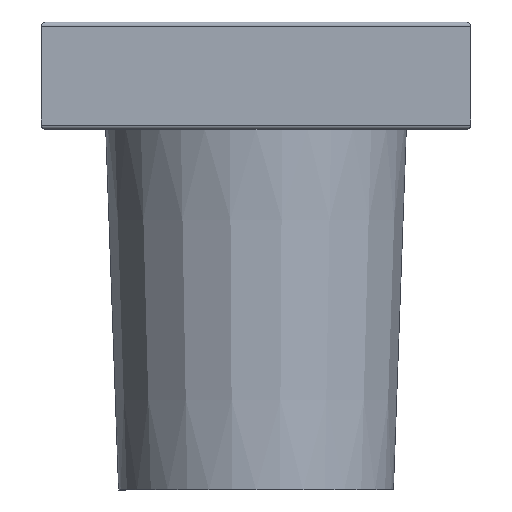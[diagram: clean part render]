
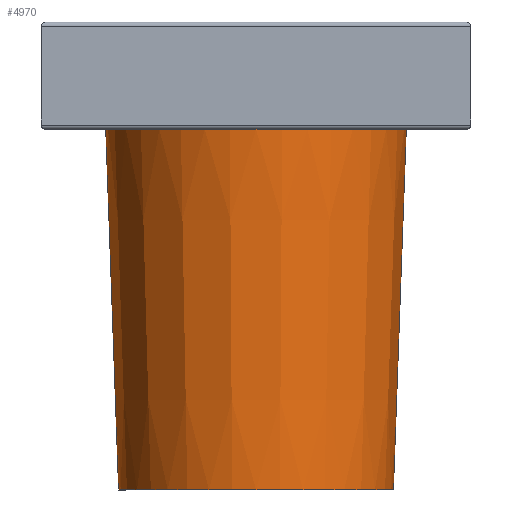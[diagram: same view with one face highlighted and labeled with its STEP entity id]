
A CAD part, left-side view. The second image highlights one B-rep face of the part: STEP entity #4970.
In plain terms, the highlighted conical face has half-angle 2.045 degrees and reference radius 35 mm.
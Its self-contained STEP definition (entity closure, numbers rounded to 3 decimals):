
#4692 = PLANE('',#4693);
#4693 = AXIS2_PLACEMENT_3D('',#4694,#4695,#4696);
#4694 = CARTESIAN_POINT('',(0.,0.,84.)
  );
#4695 = DIRECTION('',(0.,0.,1.));
#4696 = DIRECTION('',(1.,0.,0.));
#4942 = EDGE_CURVE('',#4943,#4943,#4945,.T.);
#4943 = VERTEX_POINT('',#4944);
#4944 = CARTESIAN_POINT('',(0.,-35.,84.));
#4945 = SURFACE_CURVE('',#4946,(#4951,#4958),.PCURVE_S1.);
#4946 = CIRCLE('',#4947,35.);
#4947 = AXIS2_PLACEMENT_3D('',#4948,#4949,#4950);
#4948 = CARTESIAN_POINT('',(0.,0.,84.)
  );
#4949 = DIRECTION('',(0.,0.,1.));
#4950 = DIRECTION('',(0.,-1.,0.));
#4951 = PCURVE('',#4692,#4952);
#4952 = DEFINITIONAL_REPRESENTATION('',(#4953),#4957);
#4953 = CIRCLE('',#4954,35.);
#4954 = AXIS2_PLACEMENT_2D('',#4955,#4956);
#4955 = CARTESIAN_POINT('',(0.,0.));
#4956 = DIRECTION('',(0.,-1.));
#4957 = ( GEOMETRIC_REPRESENTATION_CONTEXT(2) 
PARAMETRIC_REPRESENTATION_CONTEXT() REPRESENTATION_CONTEXT('2D SPACE',''
  ) );
#4958 = PCURVE('',#4959,#4964);
#4959 = CONICAL_SURFACE('',#4960,35.,0.036);
#4960 = AXIS2_PLACEMENT_3D('',#4961,#4962,#4963);
#4961 = CARTESIAN_POINT('',(0.,0.,84.)
  );
#4962 = DIRECTION('',(0.,0.,1.));
#4963 = DIRECTION('',(0.,-1.,0.));
#4964 = DEFINITIONAL_REPRESENTATION('',(#4965),#4969);
#4965 = LINE('',#4966,#4967);
#4966 = CARTESIAN_POINT('',(0.,-0.));
#4967 = VECTOR('',#4968,1.);
#4968 = DIRECTION('',(1.,-0.));
#4969 = ( GEOMETRIC_REPRESENTATION_CONTEXT(2) 
PARAMETRIC_REPRESENTATION_CONTEXT() REPRESENTATION_CONTEXT('2D SPACE',''
  ) );
#4970 = ADVANCED_FACE('',(#4971),#4959,.T.);
#4971 = FACE_BOUND('',#4972,.F.);
#4972 = EDGE_LOOP('',(#4973,#4996,#4997,#4998));
#4973 = ORIENTED_EDGE('',*,*,#4974,.F.);
#4974 = EDGE_CURVE('',#4943,#4975,#4977,.T.);
#4975 = VERTEX_POINT('',#4976);
#4976 = CARTESIAN_POINT('',(0.,-32.,0.)
  );
#4977 = SEAM_CURVE('',#4978,(#4982,#4989),.PCURVE_S1.);
#4978 = LINE('',#4979,#4980);
#4979 = CARTESIAN_POINT('',(0.,-35.,84.));
#4980 = VECTOR('',#4981,1.);
#4981 = DIRECTION('',(0.,0.036,
    -0.999));
#4982 = PCURVE('',#4959,#4983);
#4983 = DEFINITIONAL_REPRESENTATION('',(#4984),#4988);
#4984 = LINE('',#4985,#4986);
#4985 = CARTESIAN_POINT('',(0.,-0.));
#4986 = VECTOR('',#4987,1.);
#4987 = DIRECTION('',(0.,-1.));
#4988 = ( GEOMETRIC_REPRESENTATION_CONTEXT(2) 
PARAMETRIC_REPRESENTATION_CONTEXT() REPRESENTATION_CONTEXT('2D SPACE',''
  ) );
#4989 = PCURVE('',#4959,#4990);
#4990 = DEFINITIONAL_REPRESENTATION('',(#4991),#4995);
#4991 = LINE('',#4992,#4993);
#4992 = CARTESIAN_POINT('',(6.283,-0.));
#4993 = VECTOR('',#4994,1.);
#4994 = DIRECTION('',(0.,-1.));
#4995 = ( GEOMETRIC_REPRESENTATION_CONTEXT(2) 
PARAMETRIC_REPRESENTATION_CONTEXT() REPRESENTATION_CONTEXT('2D SPACE',''
  ) );
#4996 = ORIENTED_EDGE('',*,*,#4942,.T.);
#4997 = ORIENTED_EDGE('',*,*,#4974,.T.);
#4998 = ORIENTED_EDGE('',*,*,#4999,.F.);
#4999 = EDGE_CURVE('',#4975,#4975,#5000,.T.);
#5000 = SURFACE_CURVE('',#5001,(#5006,#5013),.PCURVE_S1.);
#5001 = CIRCLE('',#5002,32.);
#5002 = AXIS2_PLACEMENT_3D('',#5003,#5004,#5005);
#5003 = CARTESIAN_POINT('',(0.,0.,
    0.));
#5004 = DIRECTION('',(0.,0.,1.));
#5005 = DIRECTION('',(0.,-1.,0.));
#5006 = PCURVE('',#4959,#5007);
#5007 = DEFINITIONAL_REPRESENTATION('',(#5008),#5012);
#5008 = LINE('',#5009,#5010);
#5009 = CARTESIAN_POINT('',(0.,-84.));
#5010 = VECTOR('',#5011,1.);
#5011 = DIRECTION('',(1.,-0.));
#5012 = ( GEOMETRIC_REPRESENTATION_CONTEXT(2) 
PARAMETRIC_REPRESENTATION_CONTEXT() REPRESENTATION_CONTEXT('2D SPACE',''
  ) );
#5013 = PCURVE('',#5014,#5019);
#5014 = PLANE('',#5015);
#5015 = AXIS2_PLACEMENT_3D('',#5016,#5017,#5018);
#5016 = CARTESIAN_POINT('',(0.,0.,
    0.));
#5017 = DIRECTION('',(0.,0.,-1.));
#5018 = DIRECTION('',(0.,1.,0.));
#5019 = DEFINITIONAL_REPRESENTATION('',(#5020),#5028);
#5020 = ( BOUNDED_CURVE() B_SPLINE_CURVE(2,(#5021,#5022,#5023,#5024,
#5025,#5026,#5027),.UNSPECIFIED.,.T.,.F.) B_SPLINE_CURVE_WITH_KNOTS((1,2
    ,2,2,2,1),(-2.094,0.,2.094,4.189,
6.283,8.378),.UNSPECIFIED.) CURVE() 
GEOMETRIC_REPRESENTATION_ITEM() RATIONAL_B_SPLINE_CURVE((1.,0.5,1.,0.5,
1.,0.5,1.)) REPRESENTATION_ITEM('') );
#5021 = CARTESIAN_POINT('',(-32.,0.));
#5022 = CARTESIAN_POINT('',(-32.,55.426));
#5023 = CARTESIAN_POINT('',(16.,27.713));
#5024 = CARTESIAN_POINT('',(64.,0.));
#5025 = CARTESIAN_POINT('',(16.,-27.713));
#5026 = CARTESIAN_POINT('',(-32.,-55.426));
#5027 = CARTESIAN_POINT('',(-32.,0.));
#5028 = ( GEOMETRIC_REPRESENTATION_CONTEXT(2) 
PARAMETRIC_REPRESENTATION_CONTEXT() REPRESENTATION_CONTEXT('2D SPACE',''
  ) );
